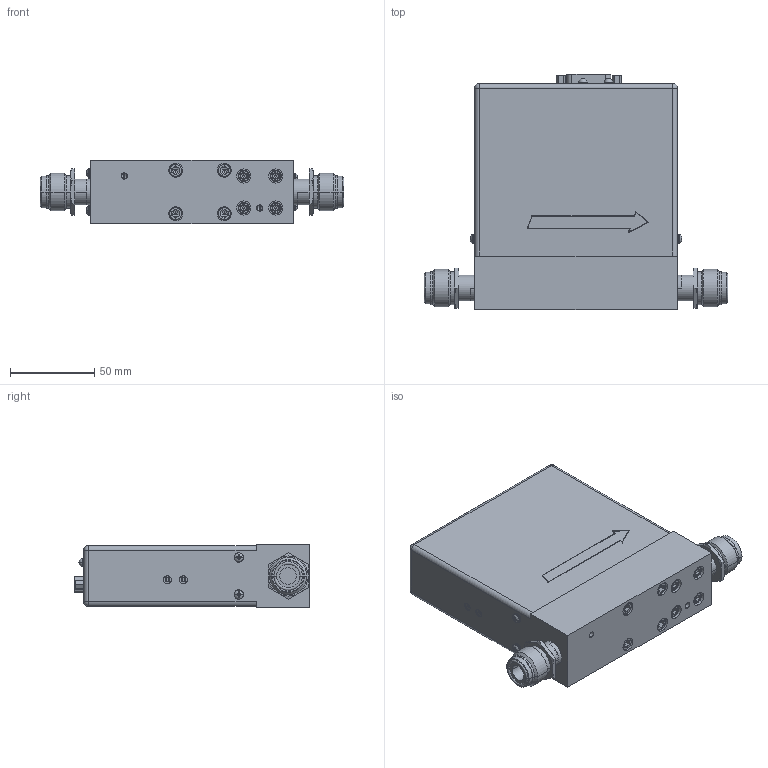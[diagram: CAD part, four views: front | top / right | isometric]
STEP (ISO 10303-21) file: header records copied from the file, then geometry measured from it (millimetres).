
FILE_DESCRIPTION((''),'2;1');
FILE_NAME('649AXXXXXXXXT_SW0001','2008-06-16T',('CockrofM'),('MKS Instruments, Inc.'),'PRO/ENGINEER BY PARAMETRIC TECHNOLOGY CORPORATION, 2005030','PRO/ENGINEER BY PARAMETRIC TECHNOLOGY CORPORATION, 2005030','');
FILE_SCHEMA(('CONFIG_CONTROL_DESIGN'));
Length unit declared in the file: inch
Products named in the file (1): 649AXXXXXXXXT_SW0001
Bounding box: 180.59 x 139.75 x 37.59 mm (x, y, z)
Volume: 204503.2 mm3; surface area: 115074.9 mm2
Topology: 11 solids, 11 shells, 1632 faces, 3983 edges, 2342 vertices
Faces by surface type: plane 836, cylinder 448, bspline 128, cone 126, torus 74, sphere 20
Entity records: 53883 total; most frequent: CARTESIAN_POINT 16670, ORIENTED_EDGE 7670, DIRECTION 7584, EDGE_CURVE 3835, AXIS2_PLACEMENT_3D 2655, VERTEX_POINT 2418, VECTOR 2274, LINE 2274
